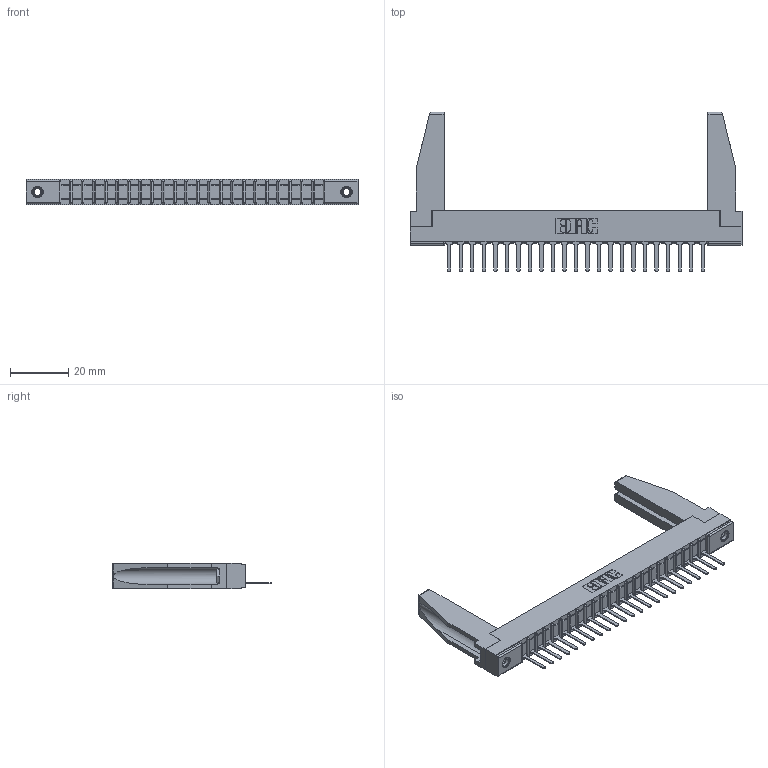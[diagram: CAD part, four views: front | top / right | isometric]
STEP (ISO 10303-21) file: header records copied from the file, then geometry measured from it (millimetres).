
FILE_DESCRIPTION (( 'STEP AP203' ), '1' );
FILE_NAME ('307-023-427-178.STEP', '2020-09-27T07:55:22', ( '' ), ( '' ), 'SwSTEP 2.0', 'SolidWorks 2020', '' );
FILE_SCHEMA (( 'CONFIG_CONTROL_DESIGN' ));
Length unit declared in the file: inch
Products named in the file (5): 345-250-001_345-250-001-102; 307-023-427-178; 307-290-001_527; 307-220-078; 307 Part_.156 Dia Mounting Holes
Assembly tree (28 placements, depth 2):
  307-023-427-178
    307 Part_.156 Dia Mounting Holes
    307-290-001_527  x23
    307-220-078  x2
    345-250-001_345-250-001-102  x2
Bounding box: 114.15 x 54.81 x 8.71 mm (x, y, z)
Volume: 11212.5 mm3; surface area: 15134.6 mm2
Topology: 28 solids, 28 shells, 1560 faces, 4379 edges, 2814 vertices
Faces by surface type: plane 1005, cylinder 491, sphere 48, cone 12, torus 4
Entity records: 24467 total; most frequent: CARTESIAN_POINT 4114, ORIENTED_EDGE 4056, DIRECTION 3968, EDGE_CURVE 2028, VECTOR 1552, LINE 1552, VERTEX_POINT 1312, AXIS2_PLACEMENT_3D 1208
